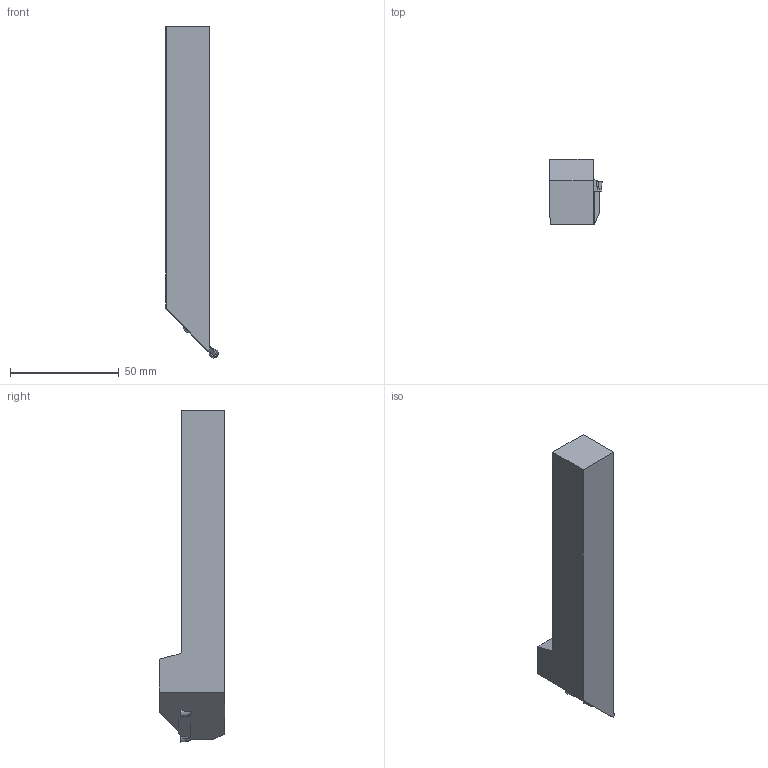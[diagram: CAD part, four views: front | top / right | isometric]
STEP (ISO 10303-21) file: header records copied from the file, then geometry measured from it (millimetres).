
FILE_DESCRIPTION(/* description */ (''),/* implementation_level */ '2;1');
FILE_NAME(/* name */ '1553060566672.stp',/* time_stamp */ '2019-03-20T11:13:08+06:00',/* author */ (''),/* organization */ ('SMS'),/* preprocessor_version */ 'ST-DEVELOPER v15',/* originating_system */ 'SIEMENS PLM Software NX 8.5',/* authorisation */ '');
FILE_SCHEMA (('AUTOMOTIVE_DESIGN { 1 0 10303 214 3 1 1 1 }'));
Length unit declared in the file: millimetre
Products named in the file (4): ASSEMBLY_CONSTRUCTION; 201539466mod000_00; 201648432mod000_00; 201648429mod000_00
Assembly tree (3 placements, depth 2):
  201648429mod000_00
    201648432mod000_00
    201539466mod000_00
    ASSEMBLY_CONSTRUCTION
Bounding box: 24.1 x 29.88 x 152.37 mm (x, y, z)
Volume: 59951.4 mm3; surface area: 13296 mm2
Topology: 2 solids, 2 shells, 51 faces, 148 edges, 109 vertices
Faces by surface type: plane 26, bspline 18, cylinder 5, cone 2
Entity records: 2461 total; most frequent: CARTESIAN_POINT 1136, ORIENTED_EDGE 294, DIRECTION 165, EDGE_CURVE 147, VERTEX_POINT 102, B_SPLINE_CURVE_WITH_KNOTS 74, LINE 63, VECTOR 63
